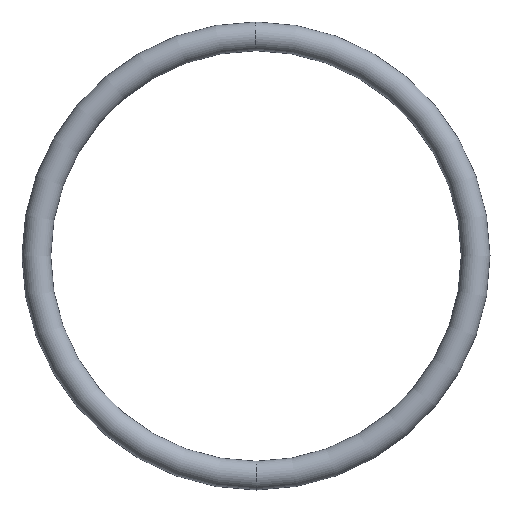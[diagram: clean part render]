
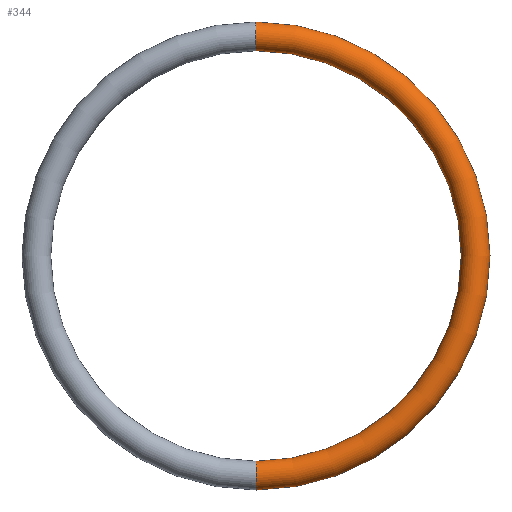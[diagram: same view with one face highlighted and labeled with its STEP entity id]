
A CAD part, left-side view. The second image highlights one B-rep face of the part: STEP entity #344.
In plain terms, the highlighted toroidal (fillet/blend) face has major radius 20.005 mm and minor radius 1.31 mm.
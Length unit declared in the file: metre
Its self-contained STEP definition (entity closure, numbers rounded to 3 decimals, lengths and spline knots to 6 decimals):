
#6 = CARTESIAN_POINT ( 'NONE',  ( 0., 0., 0. ) ) ;
#19 = EDGE_CURVE ( 'NONE', #81, #265, #317, .T. ) ;
#21 = AXIS2_PLACEMENT_3D ( 'NONE', #89, #299, #373 ) ;
#63 = DIRECTION ( 'NONE',  ( 0., -1., 0. ) ) ;
#81 = VERTEX_POINT ( 'NONE', #304 ) ;
#89 = CARTESIAN_POINT ( 'NONE',  ( 0.020005, 0., 0. ) ) ;
#127 = DIRECTION ( 'NONE',  ( -1., 0., 0. ) ) ;
#141 = EDGE_CURVE ( 'NONE', #424, #81, #250, .T. ) ;
#147 = TOROIDAL_SURFACE ( 'NONE', #235, 0.020005, 0.00131 ) ;
#162 = DIRECTION ( 'NONE',  ( -1., 0., 0. ) ) ;
#168 = CARTESIAN_POINT ( 'NONE',  ( -0.021315, 0., 0. ) ) ;
#170 = DIRECTION ( 'NONE',  ( 0., 0., -1. ) ) ;
#181 = AXIS2_PLACEMENT_3D ( 'NONE', #205, #327, #433 ) ;
#205 = CARTESIAN_POINT ( 'NONE',  ( 0., 0., 0. ) ) ;
#220 = EDGE_CURVE ( 'NONE', #424, #331, #340, .T. ) ;
#221 = AXIS2_PLACEMENT_3D ( 'NONE', #339, #63, #290 ) ;
#235 = AXIS2_PLACEMENT_3D ( 'NONE', #6, #309, #162 ) ;
#243 = CIRCLE ( 'NONE', #417, 0.021315 ) ;
#250 = CIRCLE ( 'NONE', #181, 0.018695 ) ;
#265 = VERTEX_POINT ( 'NONE', #168 ) ;
#290 = DIRECTION ( 'NONE',  ( 0., 0., -1. ) ) ;
#292 = CARTESIAN_POINT ( 'NONE',  ( 0., 0., 0. ) ) ;
#299 = DIRECTION ( 'NONE',  ( 0., 1., 0. ) ) ;
#301 = ORIENTED_EDGE ( 'NONE', *, *, #19, .T. ) ;
#304 = CARTESIAN_POINT ( 'NONE',  ( -0.018695, 0., 0. ) ) ;
#309 = DIRECTION ( 'NONE',  ( 0., 0., -1. ) ) ;
#317 = CIRCLE ( 'NONE', #221, 0.00131 ) ;
#327 = DIRECTION ( 'NONE',  ( 0., 0., -1. ) ) ;
#331 = VERTEX_POINT ( 'NONE', #403 ) ;
#339 = CARTESIAN_POINT ( 'NONE',  ( -0.020005, 0., 0. ) ) ;
#340 = CIRCLE ( 'NONE', #21, 0.00131 ) ;
#344 = ADVANCED_FACE ( 'NONE', ( #397 ), #147, .T. ) ;
#357 = EDGE_LOOP ( 'NONE', ( #393, #367, #361, #301 ) ) ;
#361 = ORIENTED_EDGE ( 'NONE', *, *, #141, .T. ) ;
#367 = ORIENTED_EDGE ( 'NONE', *, *, #220, .F. ) ;
#373 = DIRECTION ( 'NONE',  ( -1., 0., 0. ) ) ;
#374 = EDGE_CURVE ( 'NONE', #331, #265, #243, .T. ) ;
#393 = ORIENTED_EDGE ( 'NONE', *, *, #374, .F. ) ;
#397 = FACE_OUTER_BOUND ( 'NONE', #357, .T. ) ;
#403 = CARTESIAN_POINT ( 'NONE',  ( 0.021315, 0., 0. ) ) ;
#406 = CARTESIAN_POINT ( 'NONE',  ( 0.018695, 0., 0. ) ) ;
#417 = AXIS2_PLACEMENT_3D ( 'NONE', #292, #170, #127 ) ;
#424 = VERTEX_POINT ( 'NONE', #406 ) ;
#433 = DIRECTION ( 'NONE',  ( -1., 0., 0. ) ) ;
